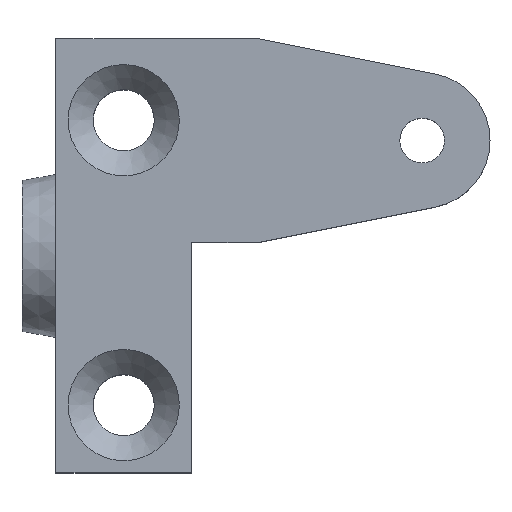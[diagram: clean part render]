
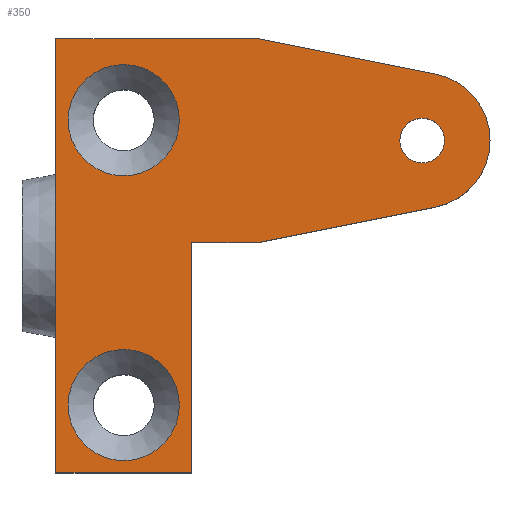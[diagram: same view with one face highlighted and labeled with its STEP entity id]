
A CAD part, top view. The second image highlights one B-rep face of the part: STEP entity #350.
In plain terms, the highlighted planar face has unit normal (0, 0, 1).
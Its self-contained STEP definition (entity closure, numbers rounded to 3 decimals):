
#16=FACE_BOUND('',#67,.T.);
#17=FACE_BOUND('',#68,.T.);
#18=FACE_BOUND('',#69,.T.);
#28=PLANE('',#391);
#44=FACE_OUTER_BOUND('',#66,.T.);
#66=EDGE_LOOP('',(#261,#262,#263,#264,#265,#266,#267,#268));
#67=EDGE_LOOP('',(#269));
#68=EDGE_LOOP('',(#270));
#69=EDGE_LOOP('',(#271));
#92=LINE('',#544,#125);
#93=LINE('',#546,#126);
#94=LINE('',#548,#127);
#95=LINE('',#550,#128);
#96=LINE('',#552,#129);
#97=LINE('',#554,#130);
#98=LINE('',#557,#131);
#125=VECTOR('',#444,10.);
#126=VECTOR('',#445,10.);
#127=VECTOR('',#446,10.);
#128=VECTOR('',#447,10.);
#129=VECTOR('',#448,10.);
#130=VECTOR('',#449,10.);
#131=VECTOR('',#452,10.);
#159=CIRCLE('',#389,4.1);
#161=CIRCLE('',#392,5.);
#162=CIRCLE('',#393,4.1);
#163=CIRCLE('',#394,1.65);
#173=VERTEX_POINT('',#536);
#175=VERTEX_POINT('',#542);
#176=VERTEX_POINT('',#543);
#177=VERTEX_POINT('',#545);
#178=VERTEX_POINT('',#547);
#179=VERTEX_POINT('',#549);
#180=VERTEX_POINT('',#551);
#181=VERTEX_POINT('',#553);
#182=VERTEX_POINT('',#555);
#183=VERTEX_POINT('',#558);
#184=VERTEX_POINT('',#560);
#205=EDGE_CURVE('',#173,#173,#159,.T.);
#208=EDGE_CURVE('',#175,#176,#92,.T.);
#209=EDGE_CURVE('',#176,#177,#93,.T.);
#210=EDGE_CURVE('',#177,#178,#94,.T.);
#211=EDGE_CURVE('',#178,#179,#95,.T.);
#212=EDGE_CURVE('',#179,#180,#96,.T.);
#213=EDGE_CURVE('',#180,#181,#97,.T.);
#214=EDGE_CURVE('',#181,#182,#161,.T.);
#215=EDGE_CURVE('',#175,#182,#98,.T.);
#216=EDGE_CURVE('',#183,#183,#162,.T.);
#217=EDGE_CURVE('',#184,#184,#163,.T.);
#261=ORIENTED_EDGE('',*,*,#208,.T.);
#262=ORIENTED_EDGE('',*,*,#209,.T.);
#263=ORIENTED_EDGE('',*,*,#210,.T.);
#264=ORIENTED_EDGE('',*,*,#211,.T.);
#265=ORIENTED_EDGE('',*,*,#212,.T.);
#266=ORIENTED_EDGE('',*,*,#213,.T.);
#267=ORIENTED_EDGE('',*,*,#214,.T.);
#268=ORIENTED_EDGE('',*,*,#215,.F.);
#269=ORIENTED_EDGE('',*,*,#216,.F.);
#270=ORIENTED_EDGE('',*,*,#217,.T.);
#271=ORIENTED_EDGE('',*,*,#205,.F.);
#350=ADVANCED_FACE('',(#44,#16,#17,#18),#28,.T.);
#389=AXIS2_PLACEMENT_3D('',#537,#437,#438);
#391=AXIS2_PLACEMENT_3D('',#541,#442,#443);
#392=AXIS2_PLACEMENT_3D('',#556,#450,#451);
#393=AXIS2_PLACEMENT_3D('',#559,#453,#454);
#394=AXIS2_PLACEMENT_3D('',#561,#455,#456);
#437=DIRECTION('center_axis',(0.,0.,1.));
#438=DIRECTION('ref_axis',(-1.,0.,0.));
#442=DIRECTION('center_axis',(0.,0.,1.));
#443=DIRECTION('ref_axis',(1.,0.,0.));
#444=DIRECTION('',(-1.,0.,0.));
#445=DIRECTION('',(0.,-1.,0.));
#446=DIRECTION('',(1.,0.,0.));
#447=DIRECTION('',(0.,1.,0.));
#448=DIRECTION('',(1.,0.,0.));
#449=DIRECTION('',(0.981,0.196,0.));
#450=DIRECTION('center_axis',(0.,0.,1.));
#451=DIRECTION('ref_axis',(-1.,0.,0.));
#452=DIRECTION('',(0.981,-0.196,0.));
#453=DIRECTION('center_axis',(0.,0.,1.));
#454=DIRECTION('ref_axis',(-1.,0.,0.));
#455=DIRECTION('center_axis',(0.,0.,-1.));
#456=DIRECTION('ref_axis',(-1.,0.,0.));
#536=CARTESIAN_POINT('',(9.1,5.,13.));
#537=CARTESIAN_POINT('Origin',(5.,5.,13.));
#541=CARTESIAN_POINT('Origin',(7.5,16.,13.));
#542=CARTESIAN_POINT('',(15.,32.,13.));
#543=CARTESIAN_POINT('',(0.,32.,13.));
#544=CARTESIAN_POINT('',(10.,32.,13.));
#545=CARTESIAN_POINT('',(0.,0.,13.));
#546=CARTESIAN_POINT('',(0.,32.,13.));
#547=CARTESIAN_POINT('',(10.,0.,13.));
#548=CARTESIAN_POINT('',(0.,0.,13.));
#549=CARTESIAN_POINT('',(10.,17.,13.));
#550=CARTESIAN_POINT('',(10.,0.,13.));
#551=CARTESIAN_POINT('',(15.,17.,13.));
#552=CARTESIAN_POINT('',(15.,17.,13.));
#553=CARTESIAN_POINT('',(27.981,19.597,13.));
#554=CARTESIAN_POINT('',(15.,17.,13.));
#555=CARTESIAN_POINT('',(27.981,29.403,13.));
#556=CARTESIAN_POINT('Origin',(27.,24.5,13.));
#557=CARTESIAN_POINT('',(15.,32.,13.));
#558=CARTESIAN_POINT('',(9.1,26.,13.));
#559=CARTESIAN_POINT('Origin',(5.,26.,13.));
#560=CARTESIAN_POINT('',(28.65,24.5,13.));
#561=CARTESIAN_POINT('Origin',(27.,24.5,13.));
